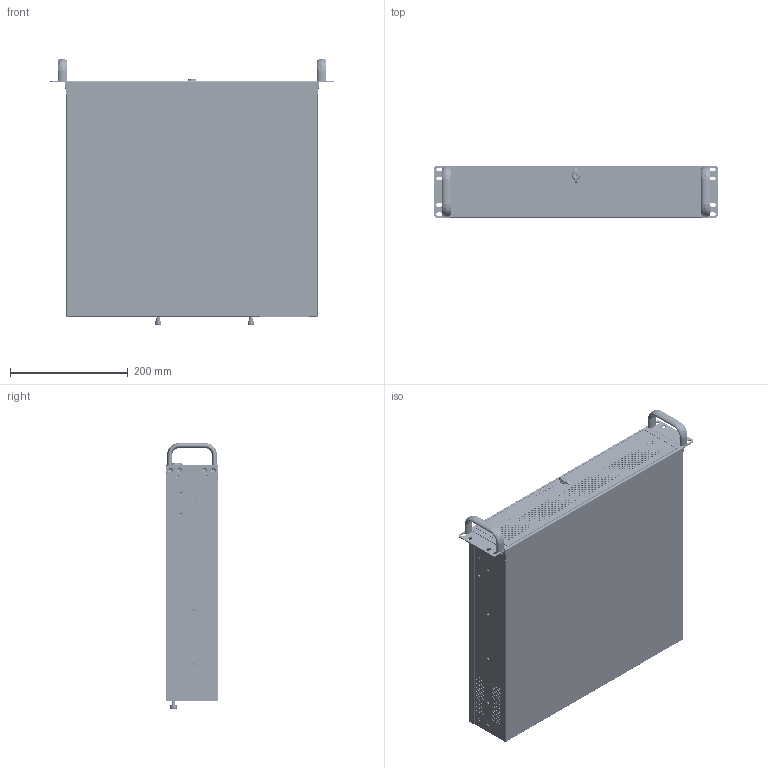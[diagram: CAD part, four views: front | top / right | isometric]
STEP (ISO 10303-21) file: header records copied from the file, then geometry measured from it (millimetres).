
FILE_DESCRIPTION(/* description */ (''),/* implementation_level */ '2;1');
FILE_NAME(/* name */ 'vicosys_19001.stp',/* time_stamp */ '2022-05-05T12:45:47+02:00',/* author */ (''),/* organization */ (''),/* preprocessor_version */ 'ST-DEVELOPER v16.5',/* originating_system */ 'Autodesk Inventor 2017',/* authorisation */ '');
FILE_SCHEMA (('AUTOMOTIVE_DESIGN { 1 0 10303 214 3 1 1 }'));
Products named in the file (1): vicosys_19001
Bounding box: 482 x 88.4 x 452.2 mm (x, y, z)
Volume: 14267046.6 mm3; surface area: 850155.1 mm2
Topology: 6 solids, 11 shells, 3671 faces, 10086 edges, 6659 vertices
Faces by surface type: plane 2118, cylinder 1161, bspline 312, torus 45, cone 34, sphere 1
Full cylindrical faces by diameter (mm): 1 x2, 2 x3, 2.4 x20, 3 x10, 3.2 x2, 3.5 x540, 3.8 x1, 4 x22, 4.2 x10, 4.4 x3, 4.5 x1, 4.8 x4, 5 x13, 5.25 x2, 5.4 x3, 5.5 x4, 5.6 x1, 6 x13, 6.5 x2, 6.66 x1, 6.9 x1, 7 x1, 7.1 x1, 8 x2, 8.24 x1, 8.96 x1, 9 x2, 9.1 x1, 9.9 x1, 10 x1
Entity records: 126665 total; most frequent: CARTESIAN_POINT 30223, ORIENTED_EDGE 18592, DIRECTION 17865, EDGE_CURVE 9294, VERTEX_POINT 6615, LINE 6117, VECTOR 6117, EDGE_LOOP 6115
